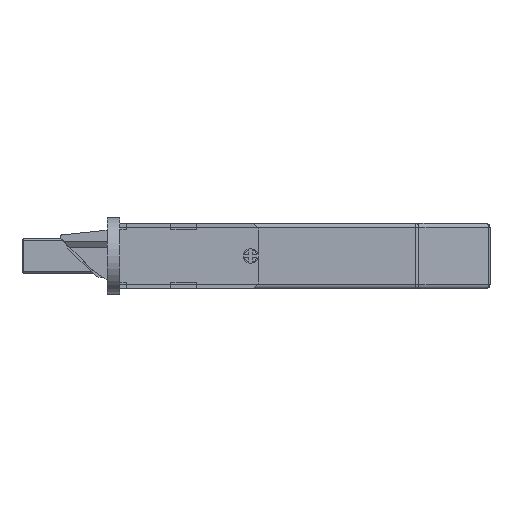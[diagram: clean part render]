
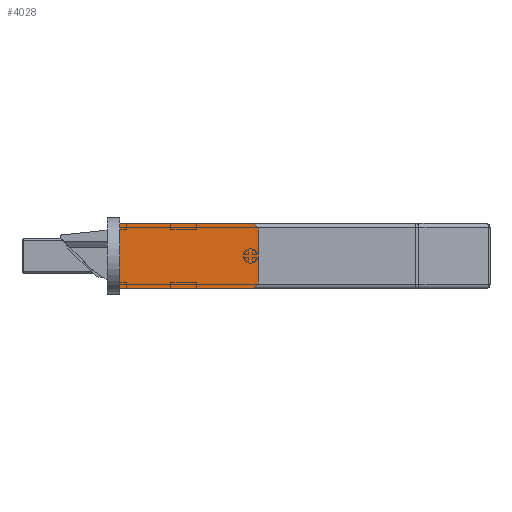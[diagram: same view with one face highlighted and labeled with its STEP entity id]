
A CAD part, front view. The second image highlights one B-rep face of the part: STEP entity #4028.
In plain terms, the highlighted face is planar.
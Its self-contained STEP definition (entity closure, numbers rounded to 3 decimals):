
#82 = DIRECTION ( 'NONE',  ( 0., 1., 0. ) ) ;
#189 = CIRCLE ( 'NONE', #6925, 2. ) ;
#264 = LINE ( 'NONE', #2971, #6313 ) ;
#327 = LINE ( 'NONE', #1271, #4078 ) ;
#804 = VECTOR ( 'NONE', #8905, 1000. ) ;
#908 = CARTESIAN_POINT ( 'NONE',  ( 0., 0.75, 0. ) ) ;
#1266 = ORIENTED_EDGE ( 'NONE', *, *, #2544, .T. ) ;
#1271 = CARTESIAN_POINT ( 'NONE',  ( 16.3, 0.75, -7.75 ) ) ;
#1420 = VERTEX_POINT ( 'NONE', #10497 ) ;
#1685 = PLANE ( 'NONE',  #10686 ) ;
#1929 = VERTEX_POINT ( 'NONE', #9174 ) ;
#2180 = EDGE_CURVE ( 'NONE', #1420, #4834, #3175, .T. ) ;
#2544 = EDGE_CURVE ( 'NONE', #6797, #1420, #8259, .T. ) ;
#2747 = AXIS2_PLACEMENT_3D ( 'NONE', #3617, #7894, #7010 ) ;
#2789 = FACE_OUTER_BOUND ( 'NONE', #6291, .T. ) ;
#2818 = DIRECTION ( 'NONE',  ( 0., 0., -1. ) ) ;
#2901 = ORIENTED_EDGE ( 'NONE', *, *, #5267, .T. ) ;
#2971 = CARTESIAN_POINT ( 'NONE',  ( -16.3, 0.75, -7.75 ) ) ;
#2990 = ORIENTED_EDGE ( 'NONE', *, *, #2180, .T. ) ;
#3175 = LINE ( 'NONE', #4848, #5770 ) ;
#3409 = CARTESIAN_POINT ( 'NONE',  ( -16.3, 0.75, -5.75 ) ) ;
#3617 = CARTESIAN_POINT ( 'NONE',  ( -14.3, 0.75, 5.75 ) ) ;
#3718 = VERTEX_POINT ( 'NONE', #3409 ) ;
#4006 = CARTESIAN_POINT ( 'NONE',  ( -14.3, 0.75, -5.75 ) ) ;
#4028 = ADVANCED_FACE ( 'NONE', ( #2789 ), #1685, .T. ) ;
#4078 = VECTOR ( 'NONE', #2818, 1000. ) ;
#4834 = VERTEX_POINT ( 'NONE', #5619 ) ;
#4848 = CARTESIAN_POINT ( 'NONE',  ( -16.3, 0.75, 7.75 ) ) ;
#4994 = EDGE_CURVE ( 'NONE', #10009, #3718, #189, .T. ) ;
#5267 = EDGE_CURVE ( 'NONE', #4834, #1929, #327, .T. ) ;
#5443 = ORIENTED_EDGE ( 'NONE', *, *, #5595, .T. ) ;
#5595 = EDGE_CURVE ( 'NONE', #3718, #6797, #264, .T. ) ;
#5619 = CARTESIAN_POINT ( 'NONE',  ( 16.3, 0.75, 7.75 ) ) ;
#5625 = DIRECTION ( 'NONE',  ( 1., 0., 0. ) ) ;
#5770 = VECTOR ( 'NONE', #5625, 1000. ) ;
#5904 = DIRECTION ( 'NONE',  ( 0., 1., 0. ) ) ;
#6083 = EDGE_CURVE ( 'NONE', #1929, #10009, #9731, .T. ) ;
#6192 = CARTESIAN_POINT ( 'NONE',  ( -16.3, 0.75, -7.75 ) ) ;
#6291 = EDGE_LOOP ( 'NONE', ( #5443, #1266, #2990, #2901, #9601, #9124 ) ) ;
#6313 = VECTOR ( 'NONE', #8751, 1000. ) ;
#6508 = CARTESIAN_POINT ( 'NONE',  ( -14.3, 0.75, -7.75 ) ) ;
#6797 = VERTEX_POINT ( 'NONE', #8591 ) ;
#6925 = AXIS2_PLACEMENT_3D ( 'NONE', #4006, #5904, #10823 ) ;
#7010 = DIRECTION ( 'NONE',  ( 0., 0., 1. ) ) ;
#7894 = DIRECTION ( 'NONE',  ( 0., 1., 0. ) ) ;
#8259 = CIRCLE ( 'NONE', #2747, 2. ) ;
#8591 = CARTESIAN_POINT ( 'NONE',  ( -16.3, 0.75, 5.75 ) ) ;
#8751 = DIRECTION ( 'NONE',  ( 0., 0., 1. ) ) ;
#8905 = DIRECTION ( 'NONE',  ( -1., 0., 0. ) ) ;
#9124 = ORIENTED_EDGE ( 'NONE', *, *, #4994, .T. ) ;
#9174 = CARTESIAN_POINT ( 'NONE',  ( 16.3, 0.75, -7.75 ) ) ;
#9298 = DIRECTION ( 'NONE',  ( 0., 0., 1. ) ) ;
#9601 = ORIENTED_EDGE ( 'NONE', *, *, #6083, .T. ) ;
#9731 = LINE ( 'NONE', #6192, #804 ) ;
#10009 = VERTEX_POINT ( 'NONE', #6508 ) ;
#10497 = CARTESIAN_POINT ( 'NONE',  ( -14.3, 0.75, 7.75 ) ) ;
#10686 = AXIS2_PLACEMENT_3D ( 'NONE', #908, #82, #9298 ) ;
#10823 = DIRECTION ( 'NONE',  ( 0., 0., 1. ) ) ;
